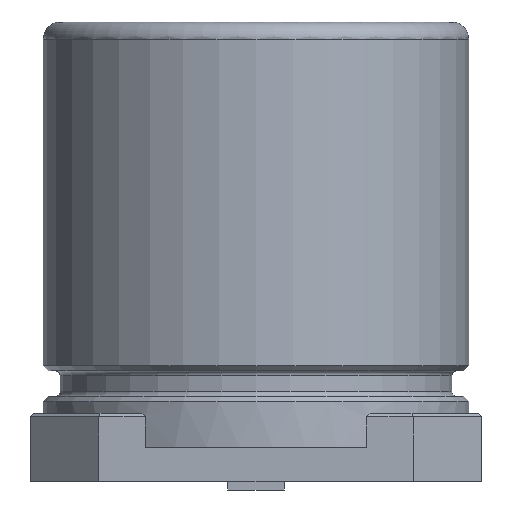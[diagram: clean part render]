
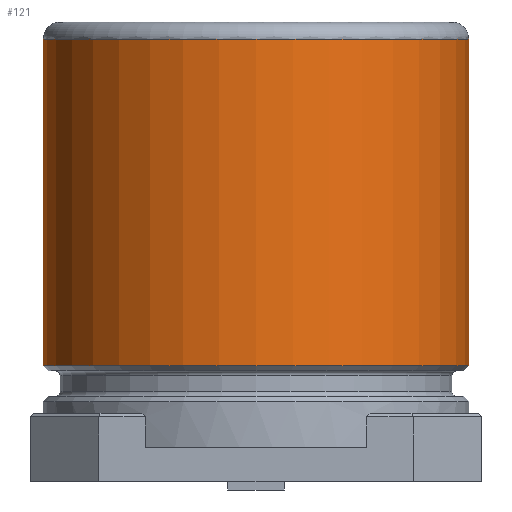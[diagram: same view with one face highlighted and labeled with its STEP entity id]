
A CAD part, left-side view. The second image highlights one B-rep face of the part: STEP entity #121.
In plain terms, the highlighted cylindrical face has radius 2.5 mm (diameter 5 mm), a full revolution.
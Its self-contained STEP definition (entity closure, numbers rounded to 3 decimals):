
#77 = VERTEX_POINT('',#78);
#78 = CARTESIAN_POINT('',(2.5,0.,1.46));
#84 = EDGE_CURVE('',#77,#77,#85,.T.);
#85 = CIRCLE('',#86,2.5);
#86 = AXIS2_PLACEMENT_3D('',#87,#88,#89);
#87 = CARTESIAN_POINT('',(0.,0.,1.46));
#88 = DIRECTION('',(0.,0.,1.));
#89 = DIRECTION('',(1.,0.,0.));
#121 = ADVANCED_FACE('',(#122),#141,.T.);
#122 = FACE_BOUND('',#123,.T.);
#123 = EDGE_LOOP('',(#124,#125,#133,#140));
#124 = ORIENTED_EDGE('',*,*,#84,.T.);
#125 = ORIENTED_EDGE('',*,*,#126,.T.);
#126 = EDGE_CURVE('',#77,#127,#129,.T.);
#127 = VERTEX_POINT('',#128);
#128 = CARTESIAN_POINT('',(2.5,0.,5.3));
#129 = LINE('',#130,#131);
#130 = CARTESIAN_POINT('',(2.5,0.,1.4));
#131 = VECTOR('',#132,1.);
#132 = DIRECTION('',(0.,0.,1.));
#133 = ORIENTED_EDGE('',*,*,#134,.F.);
#134 = EDGE_CURVE('',#127,#127,#135,.T.);
#135 = CIRCLE('',#136,2.5);
#136 = AXIS2_PLACEMENT_3D('',#137,#138,#139);
#137 = CARTESIAN_POINT('',(0.,0.,5.3));
#138 = DIRECTION('',(0.,0.,1.));
#139 = DIRECTION('',(1.,0.,0.));
#140 = ORIENTED_EDGE('',*,*,#126,.F.);
#141 = CYLINDRICAL_SURFACE('',#142,2.5);
#142 = AXIS2_PLACEMENT_3D('',#143,#144,#145);
#143 = CARTESIAN_POINT('',(0.,0.,1.4));
#144 = DIRECTION('',(0.,0.,-1.));
#145 = DIRECTION('',(1.,0.,0.));
